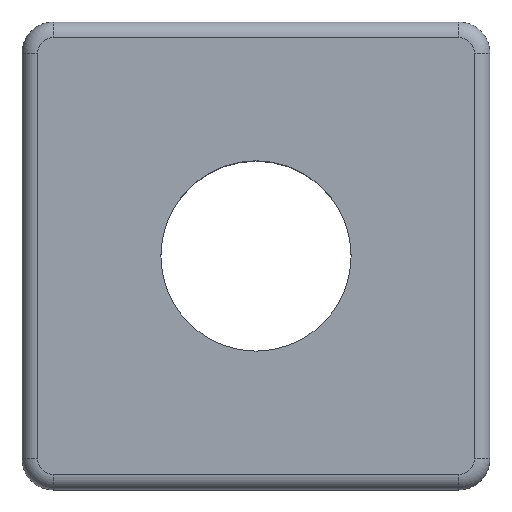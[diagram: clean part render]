
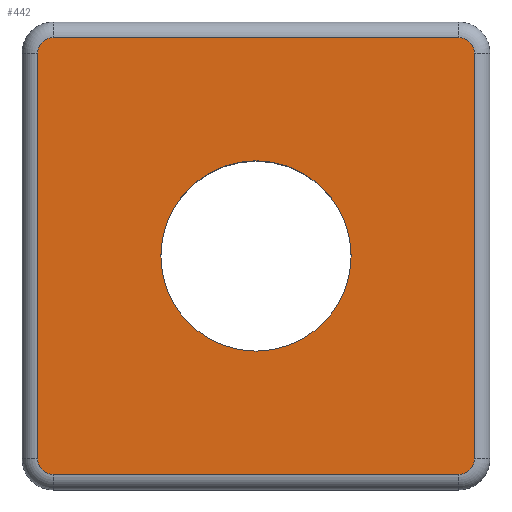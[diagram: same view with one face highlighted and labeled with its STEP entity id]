
A CAD part, top view. The second image highlights one B-rep face of the part: STEP entity #442.
In plain terms, the highlighted planar face has unit normal (0, 0, 1).
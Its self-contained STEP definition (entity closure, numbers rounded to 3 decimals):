
#442=ADVANCED_FACE('',(#925,#926),#927,.T.);
#925=FACE_OUTER_BOUND('',#1448,.T.);
#926=FACE_BOUND('',#1449,.T.);
#927=PLANE('',#1450);
#1448=EDGE_LOOP('',(#2740,#2741,#2742,#2743,#2744,#2745,#2746,#2747));
#1449=EDGE_LOOP('',(#2748));
#1450=AXIS2_PLACEMENT_3D('',#2749,#2750,#2751);
#2740=ORIENTED_EDGE('',*,*,#3546,.T.);
#2741=ORIENTED_EDGE('',*,*,#3538,.T.);
#2742=ORIENTED_EDGE('',*,*,#3541,.T.);
#2743=ORIENTED_EDGE('',*,*,#3549,.T.);
#2744=ORIENTED_EDGE('',*,*,#3557,.T.);
#2745=ORIENTED_EDGE('',*,*,#3565,.T.);
#2746=ORIENTED_EDGE('',*,*,#3562,.T.);
#2747=ORIENTED_EDGE('',*,*,#3554,.T.);
#2748=ORIENTED_EDGE('',*,*,#3567,.T.);
#2749=CARTESIAN_POINT('',(0.0,0.0,0.0));
#2750=DIRECTION('',(0.0,-0.0,1.0));
#2751=DIRECTION('',(1.0,0.0,0.0));
#3538=EDGE_CURVE('',#4371,#4376,#4378,.T.);
#3541=EDGE_CURVE('',#4376,#4381,#4383,.F.);
#3546=EDGE_CURVE('',#4386,#4371,#4390,.F.);
#3549=EDGE_CURVE('',#4381,#4393,#4395,.T.);
#3554=EDGE_CURVE('',#4398,#4386,#4402,.T.);
#3557=EDGE_CURVE('',#4393,#4405,#4407,.F.);
#3562=EDGE_CURVE('',#4410,#4398,#4414,.F.);
#3565=EDGE_CURVE('',#4405,#4410,#4417,.T.);
#3567=EDGE_CURVE('',#4419,#4419,#4420,.T.);
#4371=VERTEX_POINT('',#5626);
#4376=VERTEX_POINT('',#5631);
#4378=CIRCLE('',#5633,1.0);
#4381=VERTEX_POINT('',#5636);
#4383=LINE('',#5638,#5639);
#4386=VERTEX_POINT('',#5643);
#4390=LINE('',#5648,#5649);
#4393=VERTEX_POINT('',#5652);
#4395=CIRCLE('',#5654,1.0);
#4398=VERTEX_POINT('',#5657);
#4402=CIRCLE('',#5661,1.0);
#4405=VERTEX_POINT('',#5664);
#4407=LINE('',#5666,#5667);
#4410=VERTEX_POINT('',#5671);
#4414=LINE('',#5676,#5677);
#4417=CIRCLE('',#5680,1.0);
#4419=VERTEX_POINT('',#5682);
#4420=CIRCLE('',#5683,6.1);
#5626=CARTESIAN_POINT('',(-13.0,14.0,0.0));
#5631=CARTESIAN_POINT('',(-14.0,13.0,0.0));
#5633=AXIS2_PLACEMENT_3D('',#6322,#6323,#6324);
#5636=CARTESIAN_POINT('',(-14.0,-13.0,0.0));
#5638=CARTESIAN_POINT('',(-14.0,0.0,0.0));
#5639=VECTOR('',#6328,1.0);
#5643=CARTESIAN_POINT('',(13.0,14.0,0.0));
#5648=CARTESIAN_POINT('',(0.0,14.0,0.0));
#5649=VECTOR('',#6334,1.0);
#5652=CARTESIAN_POINT('',(-13.0,-14.0,0.0));
#5654=AXIS2_PLACEMENT_3D('',#6338,#6339,#6340);
#5657=CARTESIAN_POINT('',(14.0,13.0,0.0));
#5661=AXIS2_PLACEMENT_3D('',#6350,#6351,#6352);
#5664=CARTESIAN_POINT('',(13.0,-14.0,0.0));
#5666=CARTESIAN_POINT('',(0.0,-14.0,0.0));
#5667=VECTOR('',#6356,1.0);
#5671=CARTESIAN_POINT('',(14.0,-13.0,0.0));
#5676=CARTESIAN_POINT('',(14.0,0.0,0.0));
#5677=VECTOR('',#6362,1.0);
#5680=AXIS2_PLACEMENT_3D('',#6366,#6367,#6368);
#5682=CARTESIAN_POINT('',(6.1,0.0,0.0));
#5683=AXIS2_PLACEMENT_3D('',#6369,#6370,#6371);
#6322=CARTESIAN_POINT('',(-13.0,13.0,0.0));
#6323=DIRECTION('',(0.0,-0.0,1.0));
#6324=DIRECTION('',(1.0,0.0,0.0));
#6328=DIRECTION('',(0.0,1.0,0.0));
#6334=DIRECTION('',(1.0,0.0,0.0));
#6338=CARTESIAN_POINT('',(-13.0,-13.0,0.0));
#6339=DIRECTION('',(0.0,-0.0,1.0));
#6340=DIRECTION('',(1.0,0.0,0.0));
#6350=CARTESIAN_POINT('',(13.0,13.0,0.0));
#6351=DIRECTION('',(0.0,-0.0,1.0));
#6352=DIRECTION('',(1.0,0.0,0.0));
#6356=DIRECTION('',(-1.0,0.0,0.0));
#6362=DIRECTION('',(0.0,-1.0,0.0));
#6366=CARTESIAN_POINT('',(13.0,-13.0,0.0));
#6367=DIRECTION('',(0.0,-0.0,1.0));
#6368=DIRECTION('',(1.0,0.0,0.0));
#6369=CARTESIAN_POINT('',(0.0,0.0,0.0));
#6370=DIRECTION('',(0.0,0.0,-1.0));
#6371=DIRECTION('',(1.0,0.0,0.0));
